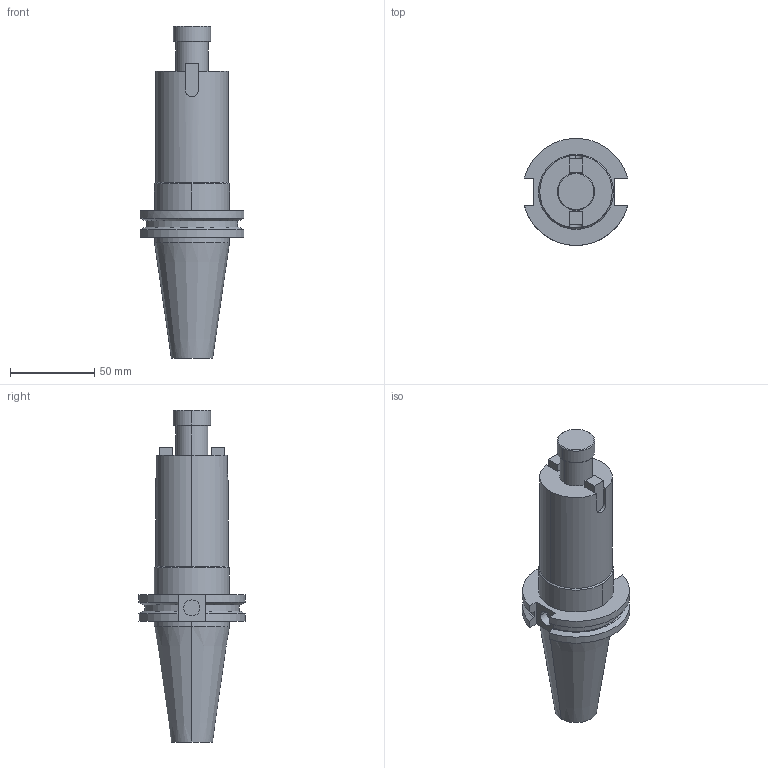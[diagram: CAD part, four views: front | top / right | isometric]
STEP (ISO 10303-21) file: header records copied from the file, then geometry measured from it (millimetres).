
FILE_DESCRIPTION (( 'STEP AP203' ), '1' );
FILE_NAME ('STP-22711-4.STEP', '2017-01-23T01:40:09', ( '' ), ( '' ), 'SwSTEP 2.0', 'SolidWorks 2015', '' );
FILE_SCHEMA (( 'CONFIG_CONTROL_DESIGN' ));
Length unit declared in the file: millimetre
Products named in the file (1): STP-22711-4
Bounding box: 61.35 x 63.38 x 196.7 mm (x, y, z)
Volume: 235938.6 mm3; surface area: 34403.5 mm2
Topology: 4 solids, 4 shells, 81 faces, 191 edges, 123 vertices
Faces by surface type: plane 36, cylinder 30, cone 15
Entity records: 2464 total; most frequent: CARTESIAN_POINT 485, DIRECTION 415, ORIENTED_EDGE 378, EDGE_CURVE 189, AXIS2_PLACEMENT_3D 155, VERTEX_POINT 123, VECTOR 105, LINE 105
